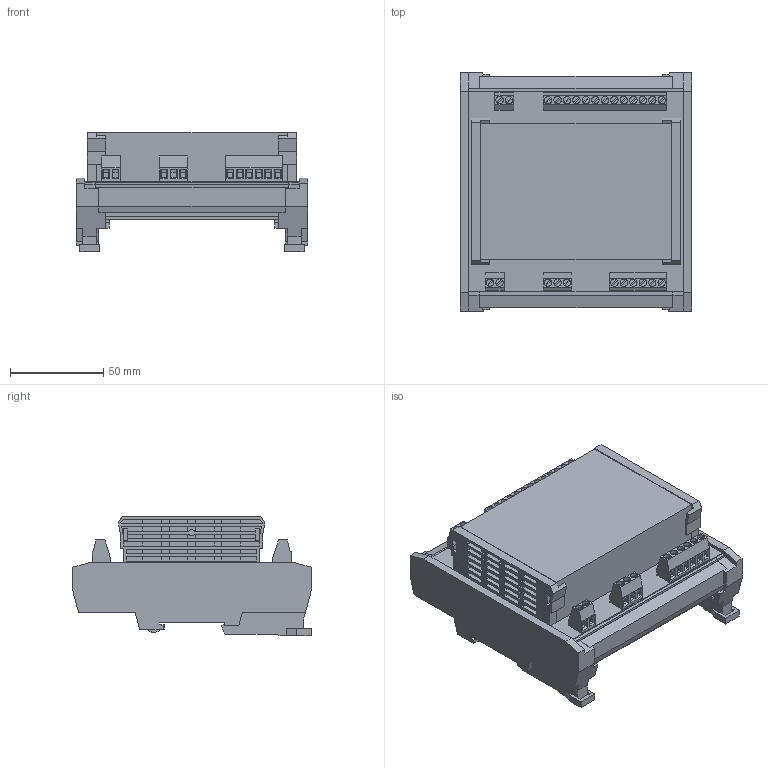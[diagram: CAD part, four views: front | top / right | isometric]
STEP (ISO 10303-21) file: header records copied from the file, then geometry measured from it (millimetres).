
FILE_DESCRIPTION(('Creo Elements/Direct Modeling STEP Export'),'2;1');
FILE_NAME('model.stp','2019-11-12T13:09:18',(''),(''),'Creo Elements/Direct Modeling STEP processor for AP214 (Solid Model)','Creo Elements/Direct Modeling 20.1A 29-Sep-2018 (C) Parametric Technology GmbH','');
FILE_SCHEMA(('AUTOMOTIVE_DESIGN { 1 0 10303 214 1 1 1 1 }'));
Length unit declared in the file: millimetre
Products named in the file (2): EV_CC_AC1_M3__CBC_SER_HS-select
Assembly tree (1 placements, depth 2):
  EV_CC_AC1_M3__CBC_SER_HS-select
    EV_CC_AC1_M3__CBC_SER_HS-select
Bounding box: 124 x 127.8 x 64.05 mm (x, y, z)
Volume: 532590.9 mm3; surface area: 79698.2 mm2
Topology: 1 solids, 1 shells, 1089 faces, 3294 edges, 2142 vertices
Faces by surface type: plane 1023, cylinder 66
Entity records: 44402 total; most frequent: ORIENTED_EDGE 6588, CARTESIAN_POINT 6361, DIRECTION 5423, EDGE_CURVE 3294, VECTOR 3015, LINE 3015, VERTEX_POINT 2142, AXIS2_PLACEMENT_3D 1204
